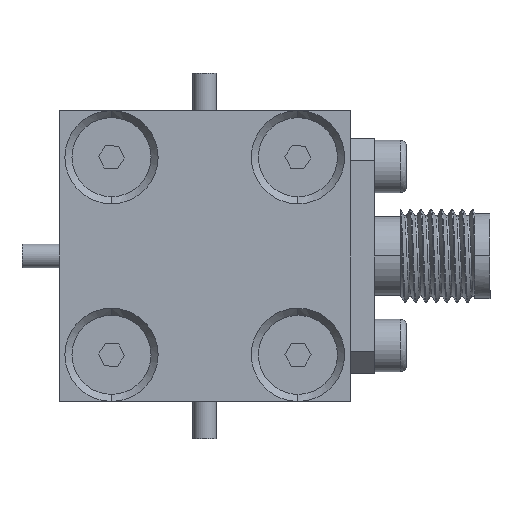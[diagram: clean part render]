
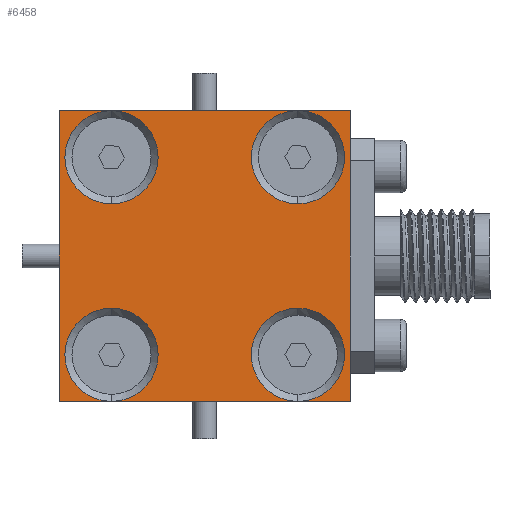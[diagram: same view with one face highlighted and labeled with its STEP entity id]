
A CAD part, front view. The second image highlights one B-rep face of the part: STEP entity #6458.
In plain terms, the highlighted face is planar.
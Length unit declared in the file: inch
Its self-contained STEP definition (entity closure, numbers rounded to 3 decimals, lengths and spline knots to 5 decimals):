
#25 = CARTESIAN_POINT ( 'NONE',  ( -0.39, 0.125, -0.39 ) ) ;
#38 = EDGE_CURVE ( 'NONE', #2335, #4850, #1164, .T. ) ;
#64 = EDGE_CURVE ( 'NONE', #1706, #5563, #2362, .T. ) ;
#104 = ORIENTED_EDGE ( 'NONE', *, *, #2535, .T. ) ;
#122 = EDGE_CURVE ( 'NONE', #3816, #5810, #4914, .T. ) ;
#240 = CARTESIAN_POINT ( 'NONE',  ( -0.25, 0.125, -0.14 ) ) ;
#259 = CARTESIAN_POINT ( 'NONE',  ( 0.39, 0.125, -0.39 ) ) ;
#389 = AXIS2_PLACEMENT_3D ( 'NONE', #3696, #1682, #5718 ) ;
#461 = EDGE_CURVE ( 'NONE', #5263, #1706, #2272, .T. ) ;
#464 = DIRECTION ( 'NONE',  ( 0., 0., 1. ) ) ;
#543 = DIRECTION ( 'NONE',  ( 0., 1., 0. ) ) ;
#672 = DIRECTION ( 'NONE',  ( -1., 0., 0. ) ) ;
#734 = PLANE ( 'NONE',  #3634 ) ;
#778 = AXIS2_PLACEMENT_3D ( 'NONE', #3470, #3963, #1586 ) ;
#786 = DIRECTION ( 'NONE',  ( 1., 0., 0. ) ) ;
#799 = ORIENTED_EDGE ( 'NONE', *, *, #1208, .F. ) ;
#849 = CARTESIAN_POINT ( 'NONE',  ( -0.39, 0.125, 0.39 ) ) ;
#908 = VECTOR ( 'NONE', #4846, 39.37008 ) ;
#921 = VECTOR ( 'NONE', #4449, 39.37008 ) ;
#925 = CARTESIAN_POINT ( 'NONE',  ( 0.25, 0.125, 0.39 ) ) ;
#961 = LINE ( 'NONE', #25, #2869 ) ;
#1015 = CARTESIAN_POINT ( 'NONE',  ( -0.25, 0.125, -0.265 ) ) ;
#1032 = ORIENTED_EDGE ( 'NONE', *, *, #38, .T. ) ;
#1070 = EDGE_CURVE ( 'NONE', #4850, #4270, #2386, .T. ) ;
#1086 = DIRECTION ( 'NONE',  ( 0., 1., 0. ) ) ;
#1164 = LINE ( 'NONE', #3725, #1942 ) ;
#1208 = EDGE_CURVE ( 'NONE', #5772, #5810, #2137, .T. ) ;
#1253 = CARTESIAN_POINT ( 'NONE',  ( -0.39, 0.125, 0.39 ) ) ;
#1350 = FACE_OUTER_BOUND ( 'NONE', #2201, .T. ) ;
#1353 = ORIENTED_EDGE ( 'NONE', *, *, #5755, .F. ) ;
#1460 = CARTESIAN_POINT ( 'NONE',  ( -0.25, 0.125, -0.39 ) ) ;
#1503 = CARTESIAN_POINT ( 'NONE',  ( -0.25, 0.125, -0.265 ) ) ;
#1560 = ORIENTED_EDGE ( 'NONE', *, *, #1070, .T. ) ;
#1586 = DIRECTION ( 'NONE',  ( 0., 0., 1. ) ) ;
#1614 = CIRCLE ( 'NONE', #778, 0.125 ) ;
#1621 = EDGE_CURVE ( 'NONE', #5563, #1706, #4877, .T. ) ;
#1682 = DIRECTION ( 'NONE',  ( 0., 1., 0. ) ) ;
#1706 = VERTEX_POINT ( 'NONE', #4584 ) ;
#1741 = CARTESIAN_POINT ( 'NONE',  ( -0.25, 0.125, 0.265 ) ) ;
#1771 = ORIENTED_EDGE ( 'NONE', *, *, #3193, .F. ) ;
#1868 = VECTOR ( 'NONE', #786, 39.37008 ) ;
#1942 = VECTOR ( 'NONE', #672, 39.37008 ) ;
#2020 = DIRECTION ( 'NONE',  ( 0., 1., 0. ) ) ;
#2048 = EDGE_CURVE ( 'NONE', #3533, #2335, #5091, .T. ) ;
#2137 = CIRCLE ( 'NONE', #5808, 0.125 ) ;
#2201 = EDGE_LOOP ( 'NONE', ( #3465, #5424, #1353, #1032, #1560, #3781, #6305, #1771, #5865, #799, #3289, #4144, #104, #3053, #2765, #3838 ) ) ;
#2252 = AXIS2_PLACEMENT_3D ( 'NONE', #1015, #2020, #5017 ) ;
#2272 = LINE ( 'NONE', #2736, #3107 ) ;
#2323 = CARTESIAN_POINT ( 'NONE',  ( 0., 0.125, 0. ) ) ;
#2335 = VERTEX_POINT ( 'NONE', #1460 ) ;
#2362 = CIRCLE ( 'NONE', #389, 0.125 ) ;
#2386 = LINE ( 'NONE', #5276, #3652 ) ;
#2430 = DIRECTION ( 'NONE',  ( -1., 0., 0. ) ) ;
#2451 = DIRECTION ( 'NONE',  ( 0., 1., 0. ) ) ;
#2470 = AXIS2_PLACEMENT_3D ( 'NONE', #3064, #543, #2996 ) ;
#2486 = CARTESIAN_POINT ( 'NONE',  ( 0.25, 0.125, 0.265 ) ) ;
#2513 = CARTESIAN_POINT ( 'NONE',  ( -0.25, 0.125, 0.14 ) ) ;
#2535 = EDGE_CURVE ( 'NONE', #3197, #5263, #2738, .T. ) ;
#2610 = AXIS2_PLACEMENT_3D ( 'NONE', #3584, #1086, #2656 ) ;
#2656 = DIRECTION ( 'NONE',  ( 0., 0., 1. ) ) ;
#2673 = AXIS2_PLACEMENT_3D ( 'NONE', #1503, #3514, #6416 ) ;
#2725 = DIRECTION ( 'NONE',  ( 0., 0., 1. ) ) ;
#2736 = CARTESIAN_POINT ( 'NONE',  ( -0.39, 0.125, -0.39 ) ) ;
#2738 = LINE ( 'NONE', #259, #921 ) ;
#2765 = ORIENTED_EDGE ( 'NONE', *, *, #1621, .F. ) ;
#2869 = VECTOR ( 'NONE', #2430, 39.37008 ) ;
#2959 = VERTEX_POINT ( 'NONE', #2513 ) ;
#2996 = DIRECTION ( 'NONE',  ( 0., 0., 1. ) ) ;
#3053 = ORIENTED_EDGE ( 'NONE', *, *, #461, .T. ) ;
#3064 = CARTESIAN_POINT ( 'NONE',  ( 0.25, 0.125, -0.265 ) ) ;
#3107 = VECTOR ( 'NONE', #5695, 39.37008 ) ;
#3193 = EDGE_CURVE ( 'NONE', #3816, #2959, #5957, .T. ) ;
#3197 = VERTEX_POINT ( 'NONE', #3260 ) ;
#3260 = CARTESIAN_POINT ( 'NONE',  ( 0.39, 0.125, 0.39 ) ) ;
#3289 = ORIENTED_EDGE ( 'NONE', *, *, #5027, .F. ) ;
#3383 = CARTESIAN_POINT ( 'NONE',  ( 0.25, 0.125, -0.14 ) ) ;
#3465 = ORIENTED_EDGE ( 'NONE', *, *, #5268, .T. ) ;
#3470 = CARTESIAN_POINT ( 'NONE',  ( 0.25, 0.125, 0.265 ) ) ;
#3514 = DIRECTION ( 'NONE',  ( 0., 1., 0. ) ) ;
#3533 = VERTEX_POINT ( 'NONE', #240 ) ;
#3584 = CARTESIAN_POINT ( 'NONE',  ( -0.25, 0.125, 0.265 ) ) ;
#3629 = EDGE_CURVE ( 'NONE', #5810, #3197, #3901, .T. ) ;
#3634 = AXIS2_PLACEMENT_3D ( 'NONE', #2323, #4340, #2725 ) ;
#3652 = VECTOR ( 'NONE', #4335, 39.37008 ) ;
#3696 = CARTESIAN_POINT ( 'NONE',  ( 0.25, 0.125, -0.265 ) ) ;
#3725 = CARTESIAN_POINT ( 'NONE',  ( -0.39, 0.125, -0.39 ) ) ;
#3781 = ORIENTED_EDGE ( 'NONE', *, *, #4317, .T. ) ;
#3816 = VERTEX_POINT ( 'NONE', #5989 ) ;
#3838 = ORIENTED_EDGE ( 'NONE', *, *, #64, .F. ) ;
#3901 = LINE ( 'NONE', #4398, #4293 ) ;
#3963 = DIRECTION ( 'NONE',  ( 0., 1., 0. ) ) ;
#4144 = ORIENTED_EDGE ( 'NONE', *, *, #3629, .T. ) ;
#4270 = VERTEX_POINT ( 'NONE', #6080 ) ;
#4272 = EDGE_CURVE ( 'NONE', #2959, #3816, #5239, .T. ) ;
#4293 = VECTOR ( 'NONE', #5339, 39.37008 ) ;
#4317 = EDGE_CURVE ( 'NONE', #4270, #3816, #5317, .T. ) ;
#4335 = DIRECTION ( 'NONE',  ( 0., 0., 1. ) ) ;
#4340 = DIRECTION ( 'NONE',  ( 0., 1., 0. ) ) ;
#4398 = CARTESIAN_POINT ( 'NONE',  ( -0.39, 0.125, 0.39 ) ) ;
#4449 = DIRECTION ( 'NONE',  ( 0., 0., -1. ) ) ;
#4504 = DIRECTION ( 'NONE',  ( 0., 1., 0. ) ) ;
#4517 = CARTESIAN_POINT ( 'NONE',  ( 0.39, 0.125, -0.39 ) ) ;
#4573 = CIRCLE ( 'NONE', #2673, 0.125 ) ;
#4584 = CARTESIAN_POINT ( 'NONE',  ( 0.25, 0.125, -0.39 ) ) ;
#4840 = CARTESIAN_POINT ( 'NONE',  ( -0.39, 0.125, -0.39 ) ) ;
#4846 = DIRECTION ( 'NONE',  ( 1., 0., 0. ) ) ;
#4850 = VERTEX_POINT ( 'NONE', #4840 ) ;
#4877 = CIRCLE ( 'NONE', #2470, 0.125 ) ;
#4914 = LINE ( 'NONE', #849, #908 ) ;
#5017 = DIRECTION ( 'NONE',  ( 0., 0., 1. ) ) ;
#5027 = EDGE_CURVE ( 'NONE', #5810, #5772, #1614, .T. ) ;
#5091 = CIRCLE ( 'NONE', #2252, 0.125 ) ;
#5121 = AXIS2_PLACEMENT_3D ( 'NONE', #1741, #2451, #464 ) ;
#5239 = CIRCLE ( 'NONE', #2610, 0.125 ) ;
#5263 = VERTEX_POINT ( 'NONE', #4517 ) ;
#5268 = EDGE_CURVE ( 'NONE', #1706, #2335, #961, .T. ) ;
#5276 = CARTESIAN_POINT ( 'NONE',  ( -0.39, 0.125, -0.39 ) ) ;
#5317 = LINE ( 'NONE', #1253, #1868 ) ;
#5339 = DIRECTION ( 'NONE',  ( 1., 0., 0. ) ) ;
#5424 = ORIENTED_EDGE ( 'NONE', *, *, #2048, .F. ) ;
#5554 = CARTESIAN_POINT ( 'NONE',  ( 0.25, 0.125, 0.14 ) ) ;
#5563 = VERTEX_POINT ( 'NONE', #3383 ) ;
#5695 = DIRECTION ( 'NONE',  ( -1., 0., 0. ) ) ;
#5718 = DIRECTION ( 'NONE',  ( 0., 0., 1. ) ) ;
#5755 = EDGE_CURVE ( 'NONE', #2335, #3533, #4573, .T. ) ;
#5772 = VERTEX_POINT ( 'NONE', #5554 ) ;
#5808 = AXIS2_PLACEMENT_3D ( 'NONE', #2486, #4504, #6028 ) ;
#5810 = VERTEX_POINT ( 'NONE', #925 ) ;
#5865 = ORIENTED_EDGE ( 'NONE', *, *, #122, .T. ) ;
#5957 = CIRCLE ( 'NONE', #5121, 0.125 ) ;
#5989 = CARTESIAN_POINT ( 'NONE',  ( -0.25, 0.125, 0.39 ) ) ;
#6028 = DIRECTION ( 'NONE',  ( 0., 0., 1. ) ) ;
#6080 = CARTESIAN_POINT ( 'NONE',  ( -0.39, 0.125, 0.39 ) ) ;
#6305 = ORIENTED_EDGE ( 'NONE', *, *, #4272, .F. ) ;
#6416 = DIRECTION ( 'NONE',  ( 0., 0., 1. ) ) ;
#6458 = ADVANCED_FACE ( 'NONE', ( #1350 ), #734, .T. ) ;
